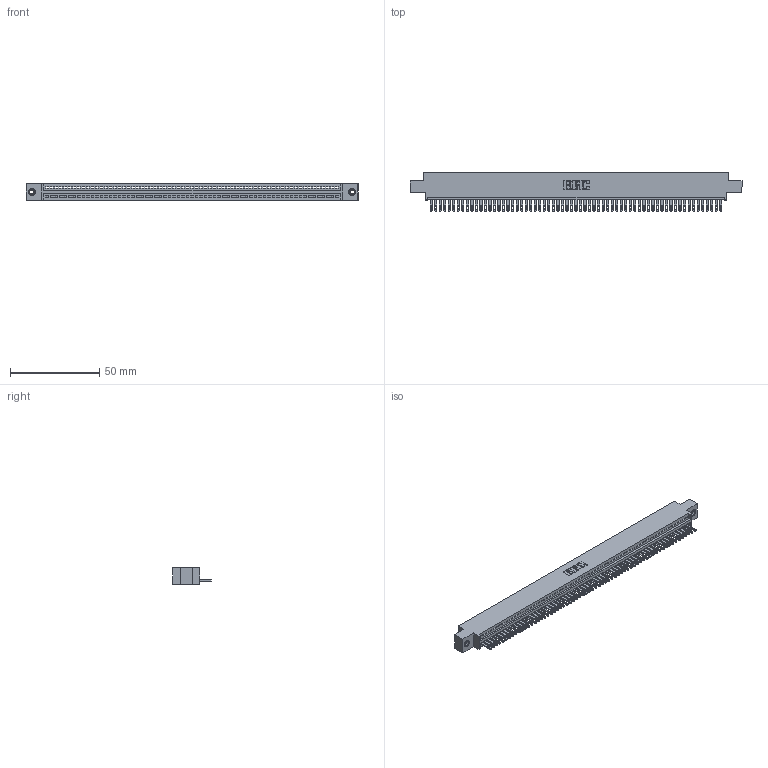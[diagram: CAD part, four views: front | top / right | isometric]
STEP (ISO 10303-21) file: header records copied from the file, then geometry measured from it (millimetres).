
FILE_DESCRIPTION (( 'STEP AP203' ), '1' );
FILE_NAME ('345-065-500-608.STEP', '2019-10-11T16:38:19', ( '' ), ( '' ), 'SwSTEP 2.0', 'SolidWorks 2016', '' );
FILE_SCHEMA (( 'CONFIG_CONTROL_DESIGN' ));
Length unit declared in the file: inch
Products named in the file (4): 345-292-001_345-293-100; 345 Part_0.170 Offset - 0.156 Dia-TI; 345-065-500-608; 345-250-001_345-250-003-102
Assembly tree (68 placements, depth 2):
  345-065-500-608
    345 Part_0.170 Offset - 0.156 Dia-TI
    345-292-001_345-293-100  x65
    345-250-001_345-250-003-102  x2
Bounding box: 186.31 x 21.51 x 9.4 mm (x, y, z)
Volume: 17804.6 mm3; surface area: 24264.9 mm2
Topology: 68 solids, 68 shells, 3700 faces, 11409 edges, 7598 vertices
Faces by surface type: plane 2326, cylinder 1358, cone 12, torus 4
Entity records: 47072 total; most frequent: CARTESIAN_POINT 8134, ORIENTED_EDGE 8126, DIRECTION 7099, EDGE_CURVE 4063, VECTOR 3647, LINE 3647, VERTEX_POINT 2704, AXIS2_PLACEMENT_3D 1726
